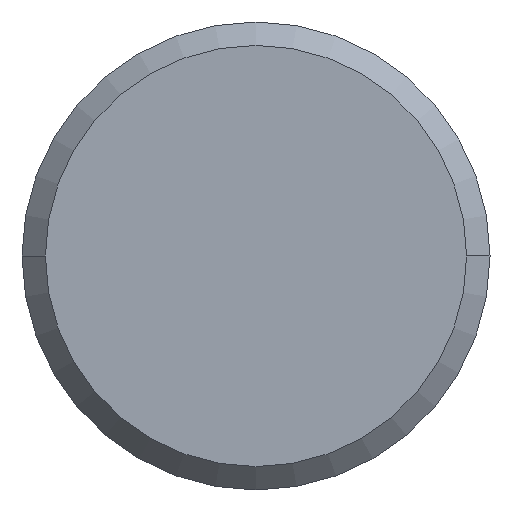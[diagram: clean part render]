
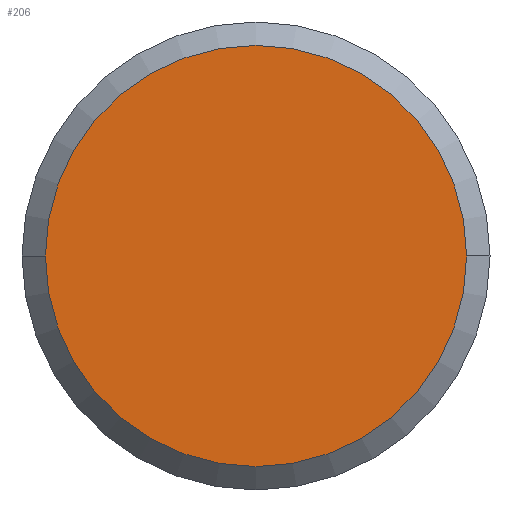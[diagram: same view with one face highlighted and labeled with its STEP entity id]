
A CAD part, left-side view. The second image highlights one B-rep face of the part: STEP entity #206.
In plain terms, the highlighted planar face has unit normal (-1, 0, 0).
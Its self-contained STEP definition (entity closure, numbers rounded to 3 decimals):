
#38 = CARTESIAN_POINT ( 'NONE',  ( -55., 4.5, 0. ) ) ;
#57 = DIRECTION ( 'NONE',  ( 1., 0., 0. ) ) ;
#60 = EDGE_LOOP ( 'NONE', ( #435, #463 ) ) ;
#74 = CARTESIAN_POINT ( 'NONE',  ( -55., 0., 0. ) ) ;
#98 = CARTESIAN_POINT ( 'NONE',  ( -55., 0., 0. ) ) ;
#108 = CARTESIAN_POINT ( 'NONE',  ( -55., -4.5, 0. ) ) ;
#109 = DIRECTION ( 'NONE',  ( -1., 0., 0. ) ) ;
#116 = DIRECTION ( 'NONE',  ( 0., 1., 0. ) ) ;
#132 = EDGE_CURVE ( 'NONE', #361, #383, #469, .T. ) ;
#171 = CIRCLE ( 'NONE', #199, 4.5 ) ;
#187 = CARTESIAN_POINT ( 'NONE',  ( -55., 0., 0. ) ) ;
#188 = EDGE_CURVE ( 'NONE', #383, #361, #171, .T. ) ;
#199 = AXIS2_PLACEMENT_3D ( 'NONE', #74, #324, #116 ) ;
#206 = ADVANCED_FACE ( 'NONE', ( #455 ), #468, .T. ) ;
#287 = AXIS2_PLACEMENT_3D ( 'NONE', #187, #109, #357 ) ;
#314 = DIRECTION ( 'NONE',  ( 0., 1., 0. ) ) ;
#324 = DIRECTION ( 'NONE',  ( 1., 0., 0. ) ) ;
#357 = DIRECTION ( 'NONE',  ( 0., -1., 0. ) ) ;
#361 = VERTEX_POINT ( 'NONE', #108 ) ;
#383 = VERTEX_POINT ( 'NONE', #38 ) ;
#420 = AXIS2_PLACEMENT_3D ( 'NONE', #98, #57, #314 ) ;
#435 = ORIENTED_EDGE ( 'NONE', *, *, #188, .F. ) ;
#455 = FACE_OUTER_BOUND ( 'NONE', #60, .T. ) ;
#463 = ORIENTED_EDGE ( 'NONE', *, *, #132, .F. ) ;
#468 = PLANE ( 'NONE',  #287 ) ;
#469 = CIRCLE ( 'NONE', #420, 4.5 ) ;
